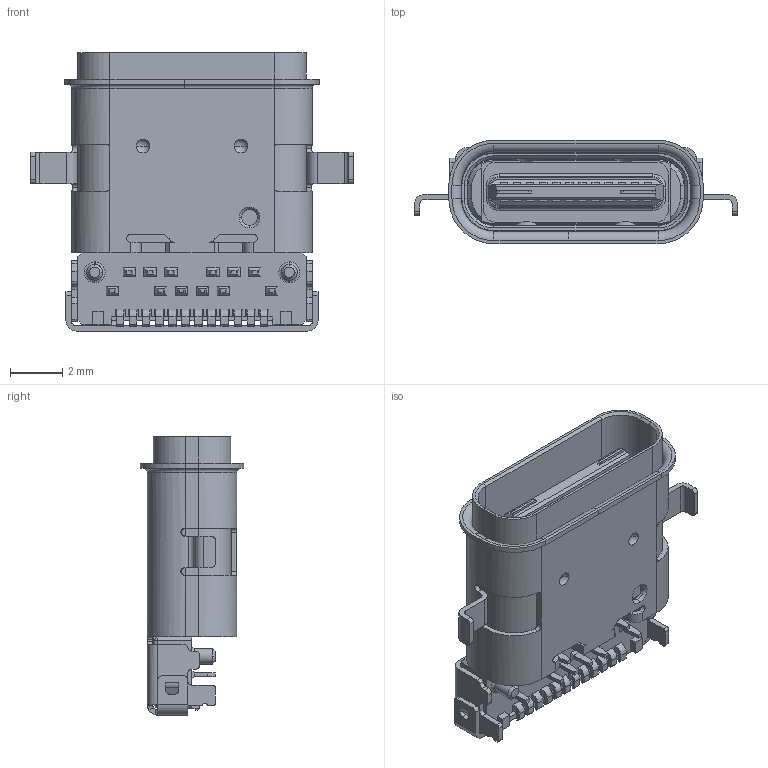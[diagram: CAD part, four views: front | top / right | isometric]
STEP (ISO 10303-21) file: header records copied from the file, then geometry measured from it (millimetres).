
FILE_DESCRIPTION(('STEP AP214'),'1');
FILE_NAME('usb31-typec-33139-2fs.stp','2021-06-25T20:29:45',('TraceParts'),('TraceParts S.A.'),'Spatial InterOp 3D',' ',' ');
FILE_SCHEMA(('AUTOMOTIVE_DESIGN { 1 0 10303 214 1 1 1 1 }'));
Length unit declared in the file: millimetre
Products named in the file (1): usb31-typec-33139-2fs
Bounding box: 12.35 x 3.96 x 10.65 mm (x, y, z)
Volume: 170.7 mm3; surface area: 924.2 mm2
Topology: 1 solids, 2 shells, 1043 faces, 2883 edges, 1805 vertices
Faces by surface type: plane 655, cylinder 286, torus 36, cone 32, sphere 32, bspline 2
Entity records: 33195 total; most frequent: CARTESIAN_POINT 6394, ORIENTED_EDGE 5694, DIRECTION 5530, EDGE_CURVE 2847, LINE 2028, VECTOR 2028, VERTEX_POINT 1805, AXIS2_PLACEMENT_3D 1751
